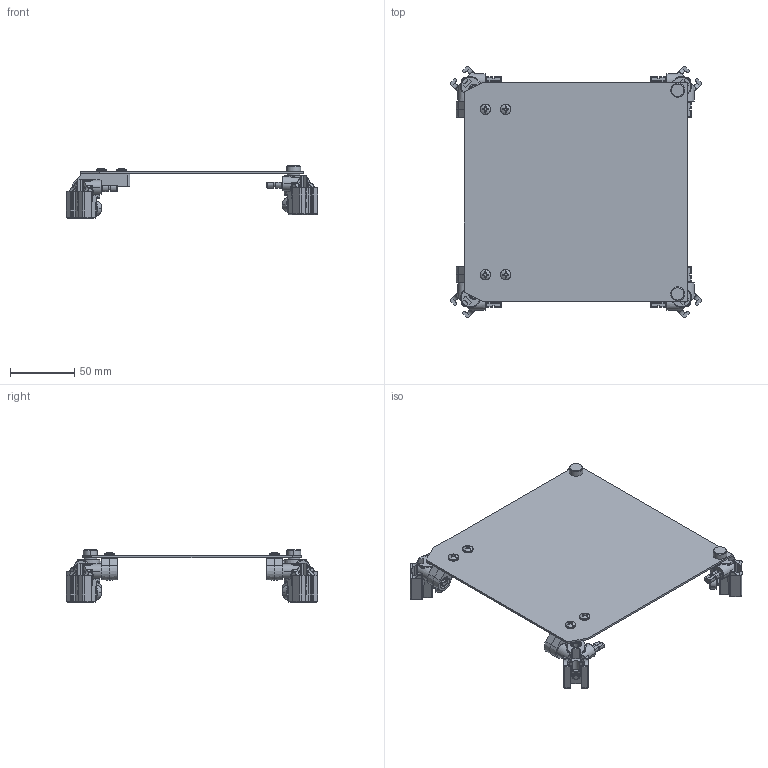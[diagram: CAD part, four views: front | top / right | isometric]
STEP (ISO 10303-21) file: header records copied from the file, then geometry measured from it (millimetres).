
FILE_DESCRIPTION((''),'2;1');
FILE_NAME('8084USOPK_ASM','2017-01-10T',('wtidwell'),(''),'CREO PARAMETRIC BY PTC INC, 2016050','CREO PARAMETRIC BY PTC INC, 2016050','');
FILE_SCHEMA(('CONFIG_CONTROL_DESIGN'));
Length unit declared in the file: inch
Products named in the file (12): 9912511-20-50; 9912525-80-10; 9912511-20-50_ASM; 995008-20-90; 9912663-87-10; 995008-20-90_ASM; 998003-67-10; 9912671-87-10; 9912668-87-10; 9912681-87-10; 9912672-87-10; 8084USOPK_ASM
Assembly tree (25 placements, depth 3):
  8084USOPK_ASM
    9912511-20-50_ASM  x4
      9912511-20-50
      9912525-80-10
    995008-20-90_ASM  x2
      995008-20-90
      9912663-87-10
    998003-67-10
    9912671-87-10  x4
    9912668-87-10  x4
    9912681-87-10  x2
    9912672-87-10  x2
Bounding box: 196.27 x 196.27 x 40.88 mm (x, y, z)
Volume: 96657.1 mm3; surface area: 93065.3 mm2
Topology: 31 solids, 31 shells, 2116 faces, 5114 edges, 3148 vertices
Faces by surface type: cylinder 994, plane 478, bspline 308, cone 140, torus 140, sphere 56
Entity records: 28247 total; most frequent: CARTESIAN_POINT 14739, ORIENTED_EDGE 2900, DIRECTION 2573, EDGE_CURVE 1450, AXIS2_PLACEMENT_3D 1010, VERTEX_POINT 888, EDGE_LOOP 636, FACE_OUTER_BOUND 595
